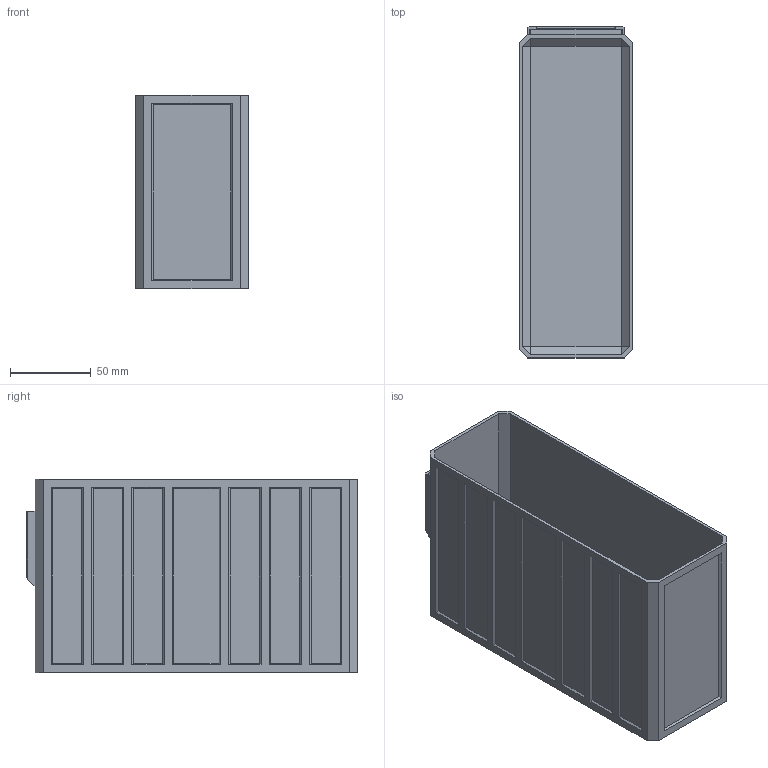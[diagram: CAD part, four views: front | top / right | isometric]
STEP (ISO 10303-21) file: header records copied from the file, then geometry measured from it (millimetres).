
FILE_DESCRIPTION(('STEP AP242'), '1');
FILE_NAME('ItemSaltShakerBox', '', ('UNSPECIFIED'), ('UNSPECIFIED'), 'C3D Converter', 'C3D Toolkit', '');
FILE_SCHEMA(('AP242_MANAGED_MODEL_BASED_3D_ENGINEERING_MIM_LF { 1 0 10303 442 1 1 4 }'));
Length unit declared in the file: millimetre
Bounding box: 70 x 205.5 x 120 mm (x, y, z)
Volume: 126996.5 mm3; surface area: 153954.5 mm2
Topology: 1 solids, 1 shells, 134 faces, 320 edges, 204 vertices
Faces by surface type: plane 134
Entity records: 3795 total; most frequent: CARTESIAN_POINT 659, ORIENTED_EDGE 640, DIRECTION 590, EDGE_CURVE 320, LINE 320, VECTOR 320, VERTEX_POINT 204, FACE_BOUND 150
